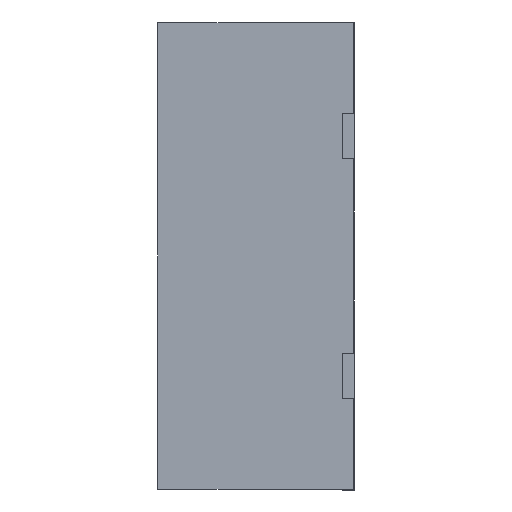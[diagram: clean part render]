
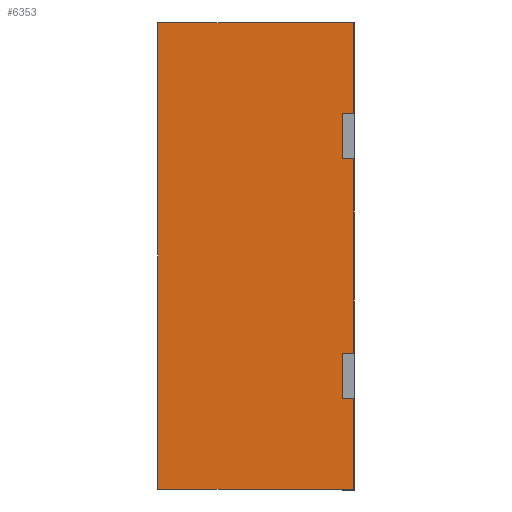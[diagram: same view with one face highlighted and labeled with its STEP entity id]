
A CAD part, left-side view. The second image highlights one B-rep face of the part: STEP entity #6353.
In plain terms, the highlighted planar face has unit normal (-1, 0, 0).
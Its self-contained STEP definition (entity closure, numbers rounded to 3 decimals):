
#15 = LINE ( 'NONE', #4047, #5574 ) ;
#53 = AXIS2_PLACEMENT_3D ( 'NONE', #3856, #3310, #2786 ) ;
#93 = DIRECTION ( 'NONE',  ( 0., 0., 1. ) ) ;
#206 = EDGE_CURVE ( 'NONE', #2185, #2119, #1216, .T. ) ;
#272 = VERTEX_POINT ( 'NONE', #5981 ) ;
#316 = CARTESIAN_POINT ( 'NONE',  ( -2.35, -0.005, 0.65 ) ) ;
#368 = VECTOR ( 'NONE', #3381, 1000. ) ;
#377 = VECTOR ( 'NONE', #93, 1000. ) ;
#382 = LINE ( 'NONE', #6146, #1907 ) ;
#477 = CARTESIAN_POINT ( 'NONE',  ( -2.35, -0.005, -0.95 ) ) ;
#636 = VERTEX_POINT ( 'NONE', #4608 ) ;
#710 = CARTESIAN_POINT ( 'NONE',  ( -2.35, 0.075, 0.65 ) ) ;
#759 = EDGE_CURVE ( 'NONE', #6054, #2119, #3586, .T. ) ;
#784 = CARTESIAN_POINT ( 'NONE',  ( -2.35, 0., -0.65 ) ) ;
#785 = LINE ( 'NONE', #710, #862 ) ;
#862 = VECTOR ( 'NONE', #3957, 1000. ) ;
#913 = EDGE_CURVE ( 'NONE', #2661, #636, #382, .T. ) ;
#1014 = CARTESIAN_POINT ( 'NONE',  ( -2.35, 1.3, 1.55 ) ) ;
#1216 = LINE ( 'NONE', #4370, #2845 ) ;
#1269 = ORIENTED_EDGE ( 'NONE', *, *, #6777, .F. ) ;
#1293 = DIRECTION ( 'NONE',  ( 0., 0., 1. ) ) ;
#1314 = EDGE_CURVE ( 'NONE', #4596, #272, #6500, .T. ) ;
#1440 = EDGE_CURVE ( 'NONE', #5899, #2661, #5905, .T. ) ;
#1661 = CARTESIAN_POINT ( 'NONE',  ( -2.35, 0., -1.55 ) ) ;
#1673 = DIRECTION ( 'NONE',  ( 0., -1., 0. ) ) ;
#1684 = CARTESIAN_POINT ( 'NONE',  ( -2.35, 0.075, 0.65 ) ) ;
#1727 = CARTESIAN_POINT ( 'NONE',  ( -2.35, 0., 1.55 ) ) ;
#1738 = VECTOR ( 'NONE', #5856, 1000. ) ;
#1907 = VECTOR ( 'NONE', #1293, 1000. ) ;
#2012 = CARTESIAN_POINT ( 'NONE',  ( -2.35, 0., 1.55 ) ) ;
#2119 = VERTEX_POINT ( 'NONE', #2012 ) ;
#2139 = ORIENTED_EDGE ( 'NONE', *, *, #206, .F. ) ;
#2185 = VERTEX_POINT ( 'NONE', #1014 ) ;
#2492 = ORIENTED_EDGE ( 'NONE', *, *, #6105, .F. ) ;
#2513 = LINE ( 'NONE', #1727, #377 ) ;
#2516 = ORIENTED_EDGE ( 'NONE', *, *, #6408, .T. ) ;
#2612 = ORIENTED_EDGE ( 'NONE', *, *, #1314, .F. ) ;
#2648 = ORIENTED_EDGE ( 'NONE', *, *, #3680, .F. ) ;
#2661 = VERTEX_POINT ( 'NONE', #1661 ) ;
#2786 = DIRECTION ( 'NONE',  ( 0., 0., -1. ) ) ;
#2845 = VECTOR ( 'NONE', #5312, 1000. ) ;
#3173 = VERTEX_POINT ( 'NONE', #5666 ) ;
#3310 = DIRECTION ( 'NONE',  ( 1., 0., 0. ) ) ;
#3381 = DIRECTION ( 'NONE',  ( 0., 0., 1. ) ) ;
#3584 = CARTESIAN_POINT ( 'NONE',  ( -2.35, 0., 0.65 ) ) ;
#3586 = LINE ( 'NONE', #6491, #6272 ) ;
#3680 = EDGE_CURVE ( 'NONE', #272, #636, #4609, .T. ) ;
#3729 = DIRECTION ( 'NONE',  ( 0., 1., 0. ) ) ;
#3856 = CARTESIAN_POINT ( 'NONE',  ( -2.35, 1.3, 1.55 ) ) ;
#3913 = ORIENTED_EDGE ( 'NONE', *, *, #6803, .F. ) ;
#3957 = DIRECTION ( 'NONE',  ( 0., 0., -1. ) ) ;
#3979 = VERTEX_POINT ( 'NONE', #1684 ) ;
#4047 = CARTESIAN_POINT ( 'NONE',  ( -2.35, -0.005, 0.95 ) ) ;
#4182 = EDGE_LOOP ( 'NONE', ( #6197, #3913, #2492, #6878, #2139, #1269, #5930, #5771, #2648, #2612, #4615, #2516 ) ) ;
#4346 = CARTESIAN_POINT ( 'NONE',  ( -2.35, 0.075, -0.65 ) ) ;
#4370 = CARTESIAN_POINT ( 'NONE',  ( -2.35, 1.3, 1.55 ) ) ;
#4395 = EDGE_CURVE ( 'NONE', #6877, #4596, #5917, .T. ) ;
#4498 = VECTOR ( 'NONE', #6740, 1000. ) ;
#4596 = VERTEX_POINT ( 'NONE', #4346 ) ;
#4608 = CARTESIAN_POINT ( 'NONE',  ( -2.35, 0., -0.95 ) ) ;
#4609 = LINE ( 'NONE', #477, #1738 ) ;
#4615 = ORIENTED_EDGE ( 'NONE', *, *, #4395, .F. ) ;
#4914 = CARTESIAN_POINT ( 'NONE',  ( -2.35, 1.3, -1.55 ) ) ;
#5158 = CARTESIAN_POINT ( 'NONE',  ( -2.35, 0., 0.95 ) ) ;
#5312 = DIRECTION ( 'NONE',  ( 0., -1., 0. ) ) ;
#5346 = DIRECTION ( 'NONE',  ( 0., 0., 1. ) ) ;
#5387 = EDGE_CURVE ( 'NONE', #3979, #6037, #6778, .T. ) ;
#5419 = VECTOR ( 'NONE', #3729, 1000. ) ;
#5574 = VECTOR ( 'NONE', #6809, 1000. ) ;
#5666 = CARTESIAN_POINT ( 'NONE',  ( -2.35, 0.075, 0.95 ) ) ;
#5752 = VECTOR ( 'NONE', #1673, 1000. ) ;
#5771 = ORIENTED_EDGE ( 'NONE', *, *, #913, .T. ) ;
#5856 = DIRECTION ( 'NONE',  ( 0., -1., 0. ) ) ;
#5867 = CARTESIAN_POINT ( 'NONE',  ( -2.35, -0.005, -0.65 ) ) ;
#5870 = DIRECTION ( 'NONE',  ( 0., 0., -1. ) ) ;
#5899 = VERTEX_POINT ( 'NONE', #6093 ) ;
#5905 = LINE ( 'NONE', #4914, #5752 ) ;
#5917 = LINE ( 'NONE', #5867, #5419 ) ;
#5928 = FACE_OUTER_BOUND ( 'NONE', #4182, .T. ) ;
#5930 = ORIENTED_EDGE ( 'NONE', *, *, #1440, .T. ) ;
#5981 = CARTESIAN_POINT ( 'NONE',  ( -2.35, 0.075, -0.95 ) ) ;
#6037 = VERTEX_POINT ( 'NONE', #3584 ) ;
#6054 = VERTEX_POINT ( 'NONE', #5158 ) ;
#6093 = CARTESIAN_POINT ( 'NONE',  ( -2.35, 1.3, -1.55 ) ) ;
#6105 = EDGE_CURVE ( 'NONE', #6054, #3173, #15, .T. ) ;
#6146 = CARTESIAN_POINT ( 'NONE',  ( -2.35, 0., 1.55 ) ) ;
#6197 = ORIENTED_EDGE ( 'NONE', *, *, #5387, .F. ) ;
#6272 = VECTOR ( 'NONE', #5346, 1000. ) ;
#6353 = ADVANCED_FACE ( 'NONE', ( #5928 ), #6630, .F. ) ;
#6408 = EDGE_CURVE ( 'NONE', #6877, #6037, #2513, .T. ) ;
#6491 = CARTESIAN_POINT ( 'NONE',  ( -2.35, 0., 1.55 ) ) ;
#6500 = LINE ( 'NONE', #6957, #6587 ) ;
#6502 = LINE ( 'NONE', #6567, #368 ) ;
#6567 = CARTESIAN_POINT ( 'NONE',  ( -2.35, 1.3, 1.55 ) ) ;
#6587 = VECTOR ( 'NONE', #5870, 1000. ) ;
#6630 = PLANE ( 'NONE',  #53 ) ;
#6740 = DIRECTION ( 'NONE',  ( 0., -1., 0. ) ) ;
#6777 = EDGE_CURVE ( 'NONE', #5899, #2185, #6502, .T. ) ;
#6778 = LINE ( 'NONE', #316, #4498 ) ;
#6803 = EDGE_CURVE ( 'NONE', #3173, #3979, #785, .T. ) ;
#6809 = DIRECTION ( 'NONE',  ( 0., 1., 0. ) ) ;
#6877 = VERTEX_POINT ( 'NONE', #784 ) ;
#6878 = ORIENTED_EDGE ( 'NONE', *, *, #759, .T. ) ;
#6957 = CARTESIAN_POINT ( 'NONE',  ( -2.35, 0.075, -0.95 ) ) ;
